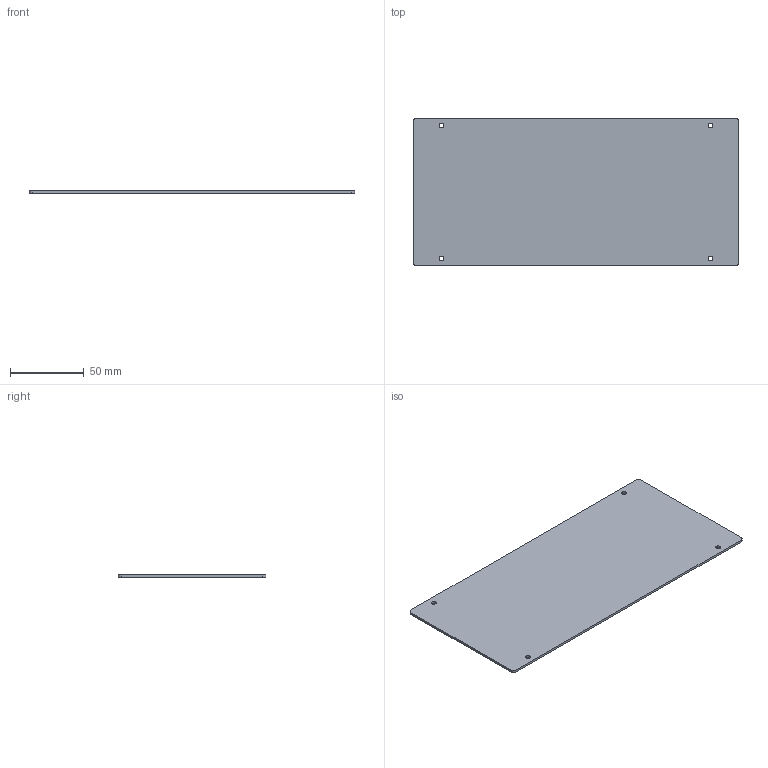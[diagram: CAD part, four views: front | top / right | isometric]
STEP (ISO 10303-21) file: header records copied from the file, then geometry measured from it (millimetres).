
FILE_DESCRIPTION(('KiCad electronic assembly'),'2;1');
FILE_NAME('EKO_MyMiner_EnclosureSide.step','2024-03-24T01:23:47',( 'Pcbnew'),('Kicad'),'Open CASCADE STEP processor 7.7', 'KiCad to STEP converter','Unknown');
FILE_SCHEMA(('AUTOMOTIVE_DESIGN { 1 0 10303 214 1 1 1 1 }'));
Length unit declared in the file: millimetre
Products named in the file (2): EKO_MyMiner_EnclosureSide 1; EKO_MyMiner_EnclosureSide_PCB
Assembly tree (1 placements, depth 2):
  EKO_MyMiner_EnclosureSide 1
    EKO_MyMiner_EnclosureSide_PCB
Bounding box: 220 x 100 x 1.6 mm (x, y, z)
Volume: 35143 mm3; surface area: 45011.6 mm2
Topology: 1 solids, 1 shells, 14 faces, 36 edges, 24 vertices
Faces by surface type: cylinder 8, plane 6
Full cylindrical faces by diameter (mm): 3.2 x4
Entity records: 489 total; most frequent: DIRECTION 84, CARTESIAN_POINT 76, ORIENTED_EDGE 72, EDGE_CURVE 36, AXIS2_PLACEMENT_3D 32, VERTEX_POINT 24, FACE_BOUND 22, EDGE_LOOP 22
